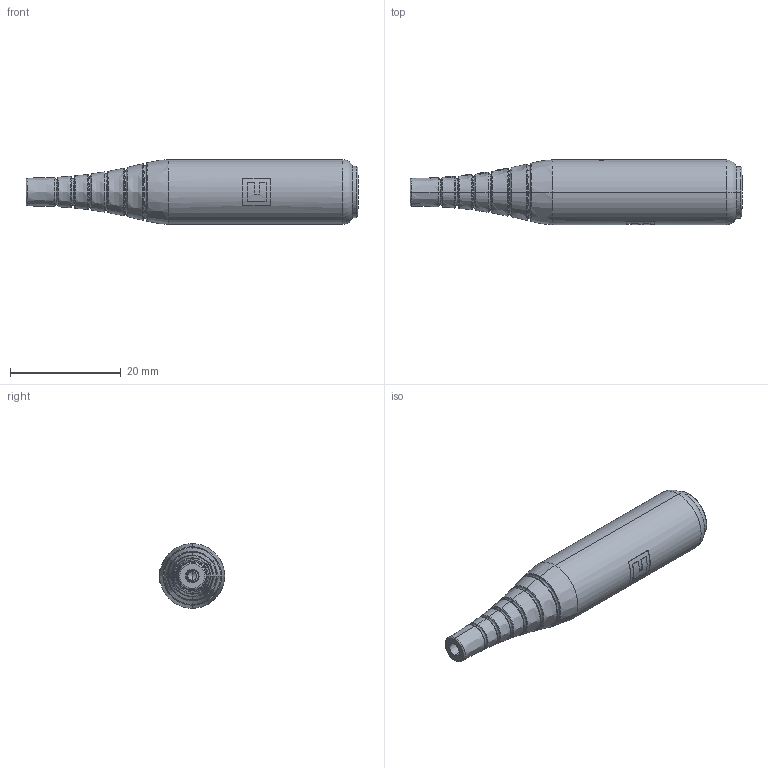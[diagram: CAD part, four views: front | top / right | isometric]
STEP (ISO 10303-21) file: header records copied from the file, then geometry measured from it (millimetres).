
FILE_DESCRIPTION (( 'STEP AP203' ), '1' );
FILE_NAME ('55-00492.STEP', '2026-02-19T17:38:57', ( '' ), ( '' ), 'SwSTEP 2.0', 'SolidWorks 2025', '' );
FILE_SCHEMA (( 'CONFIG_CONTROL_DESIGN' ));
Length unit declared in the file: millimetre
Products named in the file (10): 50-01104_4; 50-01104_2; 56-00048; 50-01104_5; 56-00047; 50-01104_1; 55-00492; H685-21-93(2); 50-01104_3; 50-01104
Assembly tree (9 placements, depth 4):
  55-00492
    50-01104
      H685-21-93(2)
        50-01104_4
        50-01104_1
        50-01104_2
        50-01104_3
        50-01104_5
    56-00047
    56-00048
Bounding box: 60 x 11.8 x 11.7 mm (x, y, z)
Volume: 3122.6 mm3; surface area: 6616.7 mm2
Topology: 22 solids, 22 shells, 645 faces, 1673 edges, 1064 vertices
Faces by surface type: plane 218, bspline 206, cylinder 125, cone 74, torus 22
Entity records: 28897 total; most frequent: CARTESIAN_POINT 13763, ORIENTED_EDGE 3342, DIRECTION 2396, EDGE_CURVE 1671, VERTEX_POINT 1064, AXIS2_PLACEMENT_3D 931, EDGE_LOOP 675, FACE_OUTER_BOUND 645
